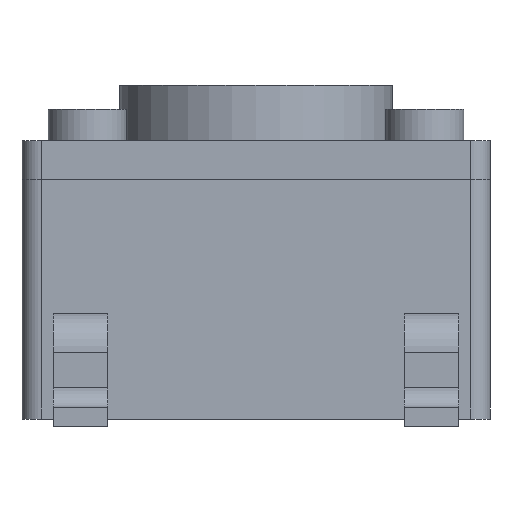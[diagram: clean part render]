
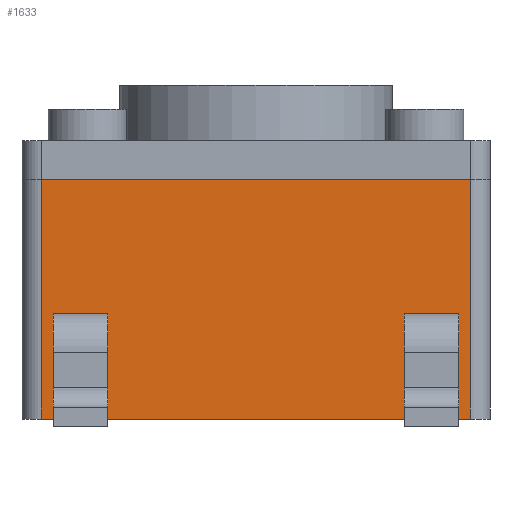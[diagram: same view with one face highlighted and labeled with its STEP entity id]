
A CAD part, front view. The second image highlights one B-rep face of the part: STEP entity #1633.
In plain terms, the highlighted planar face has unit normal (0, -1, 0).
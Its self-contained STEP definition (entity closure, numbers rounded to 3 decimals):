
#77=FACE_BOUND('',#192,.T.);
#78=FACE_BOUND('',#193,.T.);
#97=FACE_OUTER_BOUND('',#191,.T.);
#191=EDGE_LOOP('',(#1146,#1147,#1148,#1149));
#192=EDGE_LOOP('',(#1150,#1151,#1152,#1153));
#193=EDGE_LOOP('',(#1154,#1155,#1156,#1157));
#284=LINE('',#2422,#438);
#302=LINE('',#2486,#456);
#304=LINE('',#2491,#458);
#305=LINE('',#2493,#459);
#306=LINE('',#2496,#460);
#307=LINE('',#2498,#461);
#308=LINE('',#2500,#462);
#309=LINE('',#2501,#463);
#310=LINE('',#2504,#464);
#311=LINE('',#2506,#465);
#312=LINE('',#2508,#466);
#313=LINE('',#2509,#467);
#438=VECTOR('',#1914,10.);
#456=VECTOR('',#1970,5.5);
#458=VECTOR('',#1978,3.57);
#459=VECTOR('',#1981,3.57);
#460=VECTOR('',#1982,0.25);
#461=VECTOR('',#1983,0.7);
#462=VECTOR('',#1984,0.25);
#463=VECTOR('',#1985,0.7);
#464=VECTOR('',#1986,0.25);
#465=VECTOR('',#1987,0.7);
#466=VECTOR('',#1988,0.25);
#467=VECTOR('',#1989,0.7);
#683=VERTEX_POINT('',#2419);
#684=VERTEX_POINT('',#2421);
#710=VERTEX_POINT('',#2483);
#711=VERTEX_POINT('',#2485);
#712=VERTEX_POINT('',#2494);
#713=VERTEX_POINT('',#2495);
#714=VERTEX_POINT('',#2497);
#715=VERTEX_POINT('',#2499);
#716=VERTEX_POINT('',#2502);
#717=VERTEX_POINT('',#2503);
#718=VERTEX_POINT('',#2505);
#719=VERTEX_POINT('',#2507);
#851=EDGE_CURVE('',#684,#683,#284,.T.);
#883=EDGE_CURVE('',#711,#710,#302,.T.);
#886=EDGE_CURVE('',#684,#710,#304,.T.);
#887=EDGE_CURVE('',#711,#683,#305,.T.);
#888=EDGE_CURVE('',#712,#713,#306,.T.);
#889=EDGE_CURVE('',#713,#714,#307,.T.);
#890=EDGE_CURVE('',#715,#714,#308,.T.);
#891=EDGE_CURVE('',#712,#715,#309,.T.);
#892=EDGE_CURVE('',#716,#717,#310,.T.);
#893=EDGE_CURVE('',#717,#718,#311,.T.);
#894=EDGE_CURVE('',#719,#718,#312,.T.);
#895=EDGE_CURVE('',#716,#719,#313,.T.);
#1146=ORIENTED_EDGE('',*,*,#851,.T.);
#1147=ORIENTED_EDGE('',*,*,#887,.F.);
#1148=ORIENTED_EDGE('',*,*,#883,.T.);
#1149=ORIENTED_EDGE('',*,*,#886,.F.);
#1150=ORIENTED_EDGE('',*,*,#888,.T.);
#1151=ORIENTED_EDGE('',*,*,#889,.T.);
#1152=ORIENTED_EDGE('',*,*,#890,.F.);
#1153=ORIENTED_EDGE('',*,*,#891,.F.);
#1154=ORIENTED_EDGE('',*,*,#892,.T.);
#1155=ORIENTED_EDGE('',*,*,#893,.T.);
#1156=ORIENTED_EDGE('',*,*,#894,.F.);
#1157=ORIENTED_EDGE('',*,*,#895,.F.);
#1577=PLANE('',#1753);
#1633=ADVANCED_FACE('',(#97,#77,#78),#1577,.T.);
#1753=AXIS2_PLACEMENT_3D('',#2492,#1979,#1980);
#1914=DIRECTION('',(-1.,0.,0.));
#1970=DIRECTION('',(1.,0.,0.));
#1978=DIRECTION('',(0.,0.,-1.));
#1979=DIRECTION('center_axis',(0.,-1.,0.));
#1980=DIRECTION('ref_axis',(0.,0.,-1.));
#1981=DIRECTION('',(0.,0.,1.));
#1982=DIRECTION('',(0.,0.,1.));
#1983=DIRECTION('',(1.,0.,0.));
#1984=DIRECTION('',(0.,0.,1.));
#1985=DIRECTION('',(1.,0.,0.));
#1986=DIRECTION('',(0.,0.,1.));
#1987=DIRECTION('',(1.,0.,0.));
#1988=DIRECTION('',(0.,0.,1.));
#1989=DIRECTION('',(1.,0.,0.));
#2419=CARTESIAN_POINT('',(-2.75,-3.,-0.5));
#2421=CARTESIAN_POINT('',(2.75,-3.,-0.5));
#2422=CARTESIAN_POINT('',(-3.,-3.,-0.5));
#2483=CARTESIAN_POINT('',(2.75,-3.,-3.57));
#2485=CARTESIAN_POINT('',(-2.75,-3.,-3.57));
#2486=CARTESIAN_POINT('',(-2.75,-3.,-3.57));
#2491=CARTESIAN_POINT('',(2.75,-3.,0.));
#2492=CARTESIAN_POINT('Origin',(-3.,-3.,0.));
#2493=CARTESIAN_POINT('',(-2.75,-3.,-3.57));
#2494=CARTESIAN_POINT('',(-2.6,-3.,-2.47));
#2495=CARTESIAN_POINT('',(-2.6,-3.,-2.22));
#2496=CARTESIAN_POINT('',(-2.6,-3.,-2.47));
#2497=CARTESIAN_POINT('',(-1.9,-3.,-2.22));
#2498=CARTESIAN_POINT('',(-2.6,-3.,-2.22));
#2499=CARTESIAN_POINT('',(-1.9,-3.,-2.47));
#2500=CARTESIAN_POINT('',(-1.9,-3.,-2.47));
#2501=CARTESIAN_POINT('',(-2.6,-3.,-2.47));
#2502=CARTESIAN_POINT('',(1.9,-3.,-2.47));
#2503=CARTESIAN_POINT('',(1.9,-3.,-2.22));
#2504=CARTESIAN_POINT('',(1.9,-3.,-2.47));
#2505=CARTESIAN_POINT('',(2.6,-3.,-2.22));
#2506=CARTESIAN_POINT('',(1.9,-3.,-2.22));
#2507=CARTESIAN_POINT('',(2.6,-3.,-2.47));
#2508=CARTESIAN_POINT('',(2.6,-3.,-2.47));
#2509=CARTESIAN_POINT('',(1.9,-3.,-2.47));
